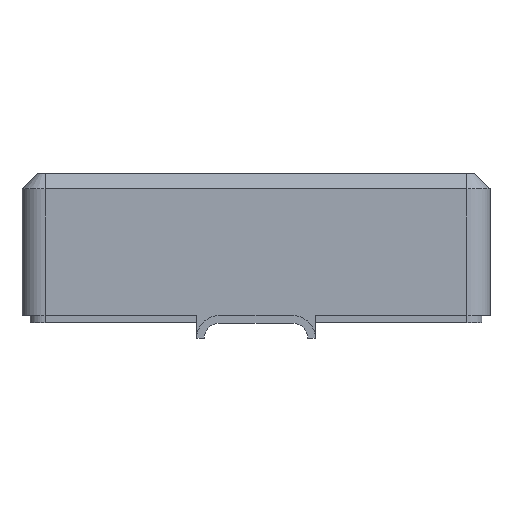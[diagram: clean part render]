
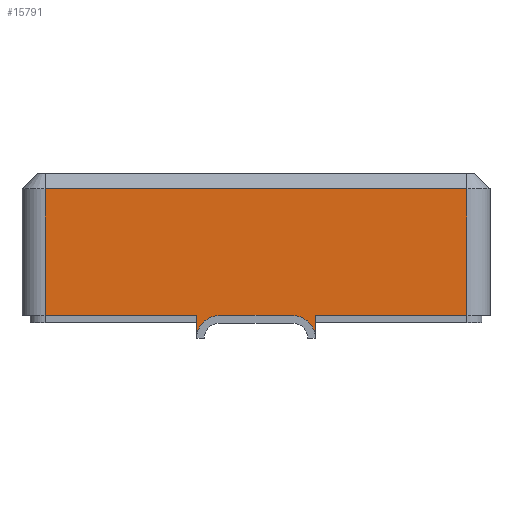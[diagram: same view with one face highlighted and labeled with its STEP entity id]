
A CAD part, left-side view. The second image highlights one B-rep face of the part: STEP entity #15791.
In plain terms, the highlighted planar face has unit normal (-1, 0, 0).
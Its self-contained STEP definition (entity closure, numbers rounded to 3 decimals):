
#1102=CIRCLE('',#16122,3.);
#1103=CIRCLE('',#16125,3.);
#1955=FACE_OUTER_BOUND('',#2873,.T.);
#2873=EDGE_LOOP('',(#14471,#14472,#14473,#14474,#14475,#14476,#14477,#14478,
#14479,#14480));
#4075=LINE('',#27179,#5680);
#4088=LINE('',#27211,#5693);
#4098=LINE('',#27239,#5703);
#4107=LINE('',#27261,#5712);
#4128=LINE('',#27317,#5733);
#4474=LINE('',#28163,#6079);
#4481=LINE('',#28180,#6086);
#4482=LINE('',#28182,#6087);
#5680=VECTOR('',#18233,2.455);
#5693=VECTOR('',#18256,2.455);
#5703=VECTOR('',#18282,9.5);
#5712=VECTOR('',#18309,19.8);
#5733=VECTOR('',#18370,19.8);
#6079=VECTOR('',#19200,55.);
#6086=VECTOR('',#19225,16.5);
#6087=VECTOR('',#19228,16.5);
#7387=VERTEX_POINT('',#27165);
#7393=VERTEX_POINT('',#27177);
#7405=VERTEX_POINT('',#27207);
#7407=VERTEX_POINT('',#27210);
#7416=VERTEX_POINT('',#27234);
#7417=VERTEX_POINT('',#27238);
#7421=VERTEX_POINT('',#27259);
#7436=VERTEX_POINT('',#27316);
#7608=VERTEX_POINT('',#28157);
#7609=VERTEX_POINT('',#28161);
#9448=EDGE_CURVE('',#7387,#7393,#4075,.T.);
#9463=EDGE_CURVE('',#7407,#7405,#4088,.T.);
#9476=EDGE_CURVE('',#7416,#7387,#1102,.T.);
#9478=EDGE_CURVE('',#7417,#7416,#4098,.T.);
#9480=EDGE_CURVE('',#7405,#7417,#1103,.T.);
#9490=EDGE_CURVE('',#7393,#7421,#4107,.T.);
#9517=EDGE_CURVE('',#7436,#7407,#4128,.T.);
#9895=EDGE_CURVE('',#7608,#7609,#4474,.T.);
#9904=EDGE_CURVE('',#7609,#7421,#4481,.T.);
#9905=EDGE_CURVE('',#7436,#7608,#4482,.T.);
#14471=ORIENTED_EDGE('',*,*,#9490,.T.);
#14472=ORIENTED_EDGE('',*,*,#9904,.F.);
#14473=ORIENTED_EDGE('',*,*,#9895,.F.);
#14474=ORIENTED_EDGE('',*,*,#9905,.F.);
#14475=ORIENTED_EDGE('',*,*,#9517,.T.);
#14476=ORIENTED_EDGE('',*,*,#9463,.T.);
#14477=ORIENTED_EDGE('',*,*,#9480,.T.);
#14478=ORIENTED_EDGE('',*,*,#9478,.T.);
#14479=ORIENTED_EDGE('',*,*,#9476,.T.);
#14480=ORIENTED_EDGE('',*,*,#9448,.T.);
#14976=PLANE('',#16404);
#15791=ADVANCED_FACE('',(#1955),#14976,.T.);
#16122=AXIS2_PLACEMENT_3D('',#27235,#18277,#18278);
#16125=AXIS2_PLACEMENT_3D('',#27242,#18286,#18287);
#16404=AXIS2_PLACEMENT_3D('',#28181,#19226,#19227);
#18233=DIRECTION('',(0.,0.,1.));
#18256=DIRECTION('',(0.,0.,-1.));
#18277=DIRECTION('center_axis',(1.,0.,0.));
#18278=DIRECTION('ref_axis',(0.,-0.667,0.745));
#18282=DIRECTION('',(0.,-1.,0.));
#18286=DIRECTION('center_axis',(1.,0.,0.));
#18287=DIRECTION('ref_axis',(0.,0.667,0.745));
#18309=DIRECTION('',(0.,-1.,0.));
#18370=DIRECTION('',(0.,-1.,0.));
#19200=DIRECTION('',(0.,-1.,0.));
#19225=DIRECTION('',(0.,0.,-1.));
#19226=DIRECTION('center_axis',(-1.,0.,0.));
#19227=DIRECTION('ref_axis',(0.,-1.,0.));
#19228=DIRECTION('',(0.,0.,1.));
#27165=CARTESIAN_POINT('',(0.,22.8,-2.455));
#27177=CARTESIAN_POINT('',(0.,22.8,0.));
#27179=CARTESIAN_POINT('',(0.,22.8,-0.795));
#27207=CARTESIAN_POINT('',(0.,38.2,-2.455));
#27210=CARTESIAN_POINT('',(0.,38.2,0.));
#27211=CARTESIAN_POINT('',(0.,38.2,-0.795));
#27234=CARTESIAN_POINT('',(0.,25.75,0.));
#27235=CARTESIAN_POINT('Origin',(0.,25.75,-3.));
#27238=CARTESIAN_POINT('',(0.,35.25,0.));
#27239=CARTESIAN_POINT('',(0.,48.125,0.));
#27242=CARTESIAN_POINT('Origin',(0.,35.25,-3.));
#27259=CARTESIAN_POINT('',(0.,3.,0.));
#27261=CARTESIAN_POINT('',(0.,61.,0.));
#27316=CARTESIAN_POINT('',(0.,58.,0.));
#27317=CARTESIAN_POINT('',(0.,49.625,0.));
#28157=CARTESIAN_POINT('',(0.,58.,16.5));
#28161=CARTESIAN_POINT('',(0.,3.,16.5));
#28163=CARTESIAN_POINT('',(0.,45.75,16.5));
#28180=CARTESIAN_POINT('',(0.,3.,0.));
#28181=CARTESIAN_POINT('Origin',(0.,61.,0.));
#28182=CARTESIAN_POINT('',(0.,58.,0.));
